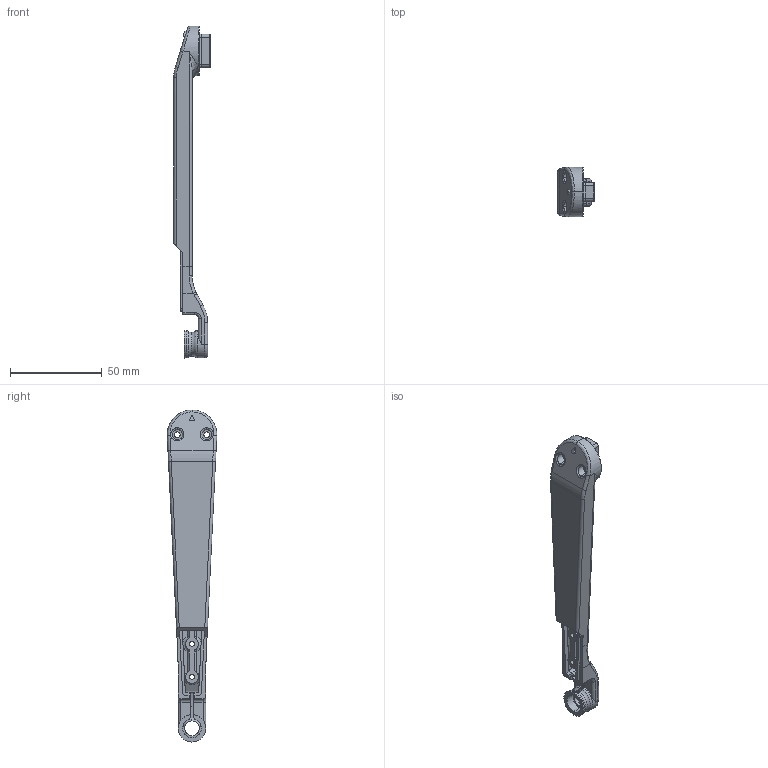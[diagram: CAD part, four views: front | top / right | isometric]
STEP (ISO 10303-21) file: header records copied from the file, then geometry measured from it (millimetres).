
FILE_DESCRIPTION (( 'STEP AP214' ), '1' );
FILE_NAME ('lower_leg_structure_base.STEP', '2020-05-13T12:52:07', ( '' ), ( '' ), 'SwSTEP 2.0', 'SolidWorks 2017', '' );
FILE_SCHEMA (( 'AUTOMOTIVE_DESIGN' ));
Length unit declared in the file: millimetre
Products named in the file (1): lower_leg_structure_base
Bounding box: 20 x 27 x 181 mm (x, y, z)
Volume: 17365.9 mm3; surface area: 18398.7 mm2
Topology: 1 solids, 1 shells, 329 faces, 832 edges, 494 vertices
Faces by surface type: cylinder 135, plane 77, bspline 51, torus 50, sphere 12, cone 4
Entity records: 11398 total; most frequent: CARTESIAN_POINT 3852, ORIENTED_EDGE 1628, DIRECTION 1588, EDGE_CURVE 814, AXIS2_PLACEMENT_3D 634, VERTEX_POINT 488, CIRCLE 355, EDGE_LOOP 342
